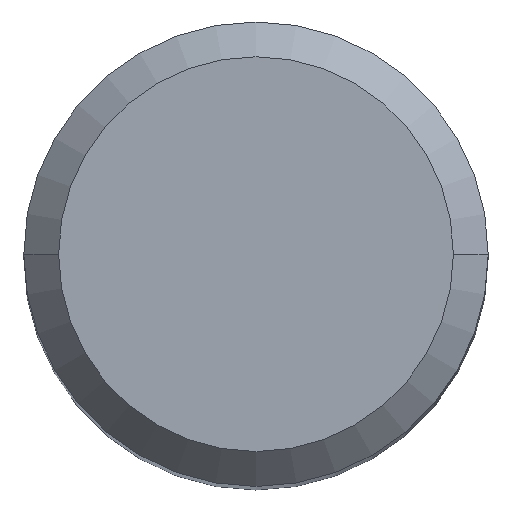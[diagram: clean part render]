
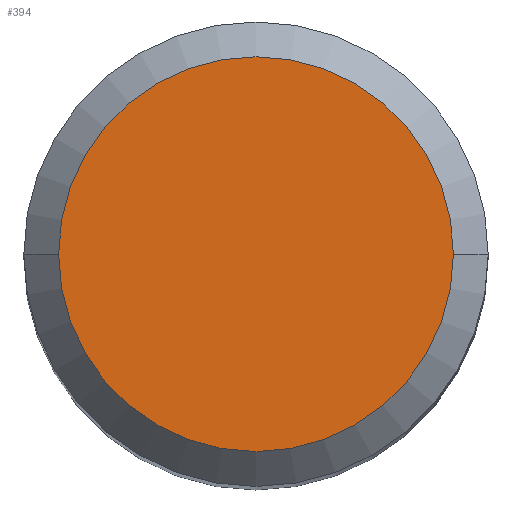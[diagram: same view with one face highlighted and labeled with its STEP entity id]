
A CAD part, top view. The second image highlights one B-rep face of the part: STEP entity #394.
In plain terms, the highlighted planar face has unit normal (0, 0, 1).
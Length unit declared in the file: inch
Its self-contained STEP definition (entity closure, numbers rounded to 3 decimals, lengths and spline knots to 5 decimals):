
#3 = EDGE_CURVE ( 'NONE', #472, #231, #437, .T. ) ;
#24 = CARTESIAN_POINT ( 'NONE',  ( 0.13387, 0., 0. ) ) ;
#36 = DIRECTION ( 'NONE',  ( -1., 0., 0. ) ) ;
#38 = DIRECTION ( 'NONE',  ( 0., 0., 1. ) ) ;
#104 = AXIS2_PLACEMENT_3D ( 'NONE', #450, #38, #110 ) ;
#110 = DIRECTION ( 'NONE',  ( 1., 0., 0. ) ) ;
#129 = FACE_OUTER_BOUND ( 'NONE', #259, .T. ) ;
#161 = PLANE ( 'NONE',  #166 ) ;
#166 = AXIS2_PLACEMENT_3D ( 'NONE', #303, #461, #36 ) ;
#179 = CIRCLE ( 'NONE', #386, 0.13387 ) ;
#214 = ORIENTED_EDGE ( 'NONE', *, *, #3, .T. ) ;
#231 = VERTEX_POINT ( 'NONE', #478 ) ;
#259 = EDGE_LOOP ( 'NONE', ( #452, #214 ) ) ;
#303 = CARTESIAN_POINT ( 'NONE',  ( 0., 0., 0. ) ) ;
#318 = DIRECTION ( 'NONE',  ( 1., 0., 0. ) ) ;
#327 = DIRECTION ( 'NONE',  ( 0., 0., 1. ) ) ;
#386 = AXIS2_PLACEMENT_3D ( 'NONE', #468, #327, #318 ) ;
#394 = ADVANCED_FACE ( 'NONE', ( #129 ), #161, .F. ) ;
#433 = EDGE_CURVE ( 'NONE', #231, #472, #179, .T. ) ;
#437 = CIRCLE ( 'NONE', #104, 0.13387 ) ;
#450 = CARTESIAN_POINT ( 'NONE',  ( 0., 0., 0. ) ) ;
#452 = ORIENTED_EDGE ( 'NONE', *, *, #433, .T. ) ;
#461 = DIRECTION ( 'NONE',  ( 0., 0., -1. ) ) ;
#468 = CARTESIAN_POINT ( 'NONE',  ( 0., 0., 0. ) ) ;
#472 = VERTEX_POINT ( 'NONE', #24 ) ;
#478 = CARTESIAN_POINT ( 'NONE',  ( -0.13387, 0., 0. ) ) ;
